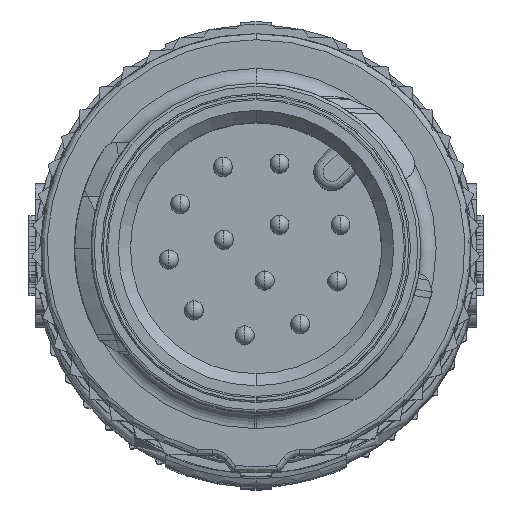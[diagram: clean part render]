
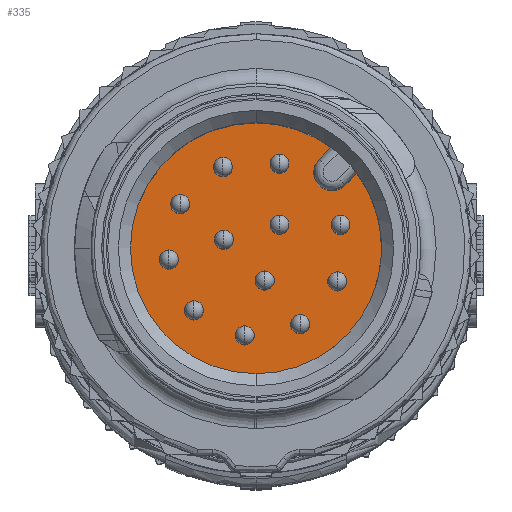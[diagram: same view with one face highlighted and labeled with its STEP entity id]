
A CAD part, top view. The second image highlights one B-rep face of the part: STEP entity #335.
In plain terms, the highlighted planar face has unit normal (0, 0, 1).
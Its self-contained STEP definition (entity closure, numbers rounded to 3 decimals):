
#27=CARTESIAN_POINT('',(0.,0.,0.));
#28=DIRECTION('',(0.,0.,1.));
#29=DIRECTION('',(0.,1.,0.));
#30=AXIS2_PLACEMENT_3D('',#27,#28,#29);
#31=PLANE('',#30);
#32=CARTESIAN_POINT('',(2.479,3.328,0.));
#33=VERTEX_POINT('',#32);
#34=CARTESIAN_POINT('',(-0.,4.15,0.));
#35=VERTEX_POINT('',#34);
#36=CARTESIAN_POINT('',(0.,0.,0.));
#37=DIRECTION('',(0.,-0.,1.));
#38=DIRECTION('',(0.,1.,0.));
#39=AXIS2_PLACEMENT_3D('',#36,#37,#38);
#40=CIRCLE('',#39,4.15);
#41=EDGE_CURVE('',#33,#35,#40,.T.);
#42=ORIENTED_EDGE('',*,*,#41,.T.);
#43=CARTESIAN_POINT('',(-0.,-4.15,0.));
#44=VERTEX_POINT('',#43);
#45=CARTESIAN_POINT('',(0.,0.,0.));
#46=DIRECTION('',(0.,-0.,1.));
#47=DIRECTION('',(0.,1.,0.));
#48=AXIS2_PLACEMENT_3D('',#45,#46,#47);
#49=CIRCLE('',#48,4.15);
#50=EDGE_CURVE('',#35,#44,#49,.T.);
#51=ORIENTED_EDGE('',*,*,#50,.T.);
#52=CARTESIAN_POINT('',(3.328,2.479,0.));
#53=VERTEX_POINT('',#52);
#54=CARTESIAN_POINT('',(0.,0.,0.));
#55=DIRECTION('',(0.,-0.,1.));
#56=DIRECTION('',(0.,1.,0.));
#57=AXIS2_PLACEMENT_3D('',#54,#55,#56);
#58=CIRCLE('',#57,4.15);
#59=EDGE_CURVE('',#44,#53,#58,.T.);
#60=ORIENTED_EDGE('',*,*,#59,.T.);
#61=CARTESIAN_POINT('',(2.934,2.086,0.));
#62=VERTEX_POINT('',#61);
#63=CARTESIAN_POINT('',(-8727.554,-8728.402,0.));
#64=DIRECTION('',(0.707,0.707,0.));
#65=VECTOR('',#64,24690.);
#66=LINE('',#63,#65);
#67=EDGE_CURVE('',#62,#53,#66,.T.);
#68=ORIENTED_EDGE('',*,*,#67,.F.);
#69=CARTESIAN_POINT('',(2.086,2.086,0.));
#70=VERTEX_POINT('',#69);
#71=CARTESIAN_POINT('',(2.51,2.51,0.));
#72=DIRECTION('',(0.,0.,1.));
#73=DIRECTION('',(0.707,0.707,-0.));
#74=AXIS2_PLACEMENT_3D('',#71,#72,#73);
#75=CIRCLE('',#74,0.6);
#76=EDGE_CURVE('',#70,#62,#75,.T.);
#77=ORIENTED_EDGE('',*,*,#76,.F.);
#78=CARTESIAN_POINT('',(2.086,2.934,0.));
#79=VERTEX_POINT('',#78);
#80=CARTESIAN_POINT('',(2.51,2.51,0.));
#81=DIRECTION('',(0.,0.,1.));
#82=DIRECTION('',(0.707,0.707,-0.));
#83=AXIS2_PLACEMENT_3D('',#80,#81,#82);
#84=CIRCLE('',#83,0.6);
#85=EDGE_CURVE('',#79,#70,#84,.T.);
#86=ORIENTED_EDGE('',*,*,#85,.F.);
#87=CARTESIAN_POINT('',(8730.261,8731.109,0.));
#88=DIRECTION('',(-0.707,-0.707,0.));
#89=VECTOR('',#88,24690.);
#90=LINE('',#87,#89);
#91=EDGE_CURVE('',#33,#79,#90,.T.);
#92=ORIENTED_EDGE('',*,*,#91,.F.);
#93=EDGE_LOOP('',(#42,#51,#60,#68,#77,#86,#92));
#94=FACE_BOUND('',#93,.T.);
#95=CARTESIAN_POINT('',(2.795,0.46,0.));
#96=VERTEX_POINT('',#95);
#97=CARTESIAN_POINT('',(2.795,1.09,0.));
#98=VERTEX_POINT('',#97);
#99=CARTESIAN_POINT('',(2.795,0.775,0.));
#100=DIRECTION('',(0.,-0.,-1.));
#101=DIRECTION('',(0.,-1.,0.));
#102=AXIS2_PLACEMENT_3D('',#99,#100,#101);
#103=CIRCLE('',#102,0.315);
#104=EDGE_CURVE('',#96,#98,#103,.T.);
#105=ORIENTED_EDGE('',*,*,#104,.T.);
#106=CARTESIAN_POINT('',(2.795,0.775,0.));
#107=DIRECTION('',(0.,-0.,-1.));
#108=DIRECTION('',(0.,-1.,0.));
#109=AXIS2_PLACEMENT_3D('',#106,#107,#108);
#110=CIRCLE('',#109,0.315);
#111=EDGE_CURVE('',#98,#96,#110,.T.);
#112=ORIENTED_EDGE('',*,*,#111,.T.);
#113=EDGE_LOOP('',(#105,#112));
#114=FACE_BOUND('',#113,.T.);
#115=CARTESIAN_POINT('',(2.686,-1.407,0.));
#116=VERTEX_POINT('',#115);
#117=CARTESIAN_POINT('',(2.686,-0.777,0.));
#118=VERTEX_POINT('',#117);
#119=CARTESIAN_POINT('',(2.686,-1.092,0.));
#120=DIRECTION('',(0.,-0.,-1.));
#121=DIRECTION('',(0.,-1.,0.));
#122=AXIS2_PLACEMENT_3D('',#119,#120,#121);
#123=CIRCLE('',#122,0.315);
#124=EDGE_CURVE('',#116,#118,#123,.T.);
#125=ORIENTED_EDGE('',*,*,#124,.T.);
#126=CARTESIAN_POINT('',(2.686,-1.092,0.));
#127=DIRECTION('',(0.,-0.,-1.));
#128=DIRECTION('',(0.,-1.,0.));
#129=AXIS2_PLACEMENT_3D('',#126,#127,#128);
#130=CIRCLE('',#129,0.315);
#131=EDGE_CURVE('',#118,#116,#130,.T.);
#132=ORIENTED_EDGE('',*,*,#131,.T.);
#133=EDGE_LOOP('',(#125,#132));
#134=FACE_BOUND('',#133,.T.);
#135=CARTESIAN_POINT('',(1.461,-2.82,0.));
#136=VERTEX_POINT('',#135);
#137=CARTESIAN_POINT('',(1.461,-2.19,0.));
#138=VERTEX_POINT('',#137);
#139=CARTESIAN_POINT('',(1.461,-2.505,0.));
#140=DIRECTION('',(0.,-0.,-1.));
#141=DIRECTION('',(0.,-1.,0.));
#142=AXIS2_PLACEMENT_3D('',#139,#140,#141);
#143=CIRCLE('',#142,0.315);
#144=EDGE_CURVE('',#136,#138,#143,.T.);
#145=ORIENTED_EDGE('',*,*,#144,.T.);
#146=CARTESIAN_POINT('',(1.461,-2.505,0.));
#147=DIRECTION('',(0.,-0.,-1.));
#148=DIRECTION('',(0.,-1.,0.));
#149=AXIS2_PLACEMENT_3D('',#146,#147,#148);
#150=CIRCLE('',#149,0.315);
#151=EDGE_CURVE('',#138,#136,#150,.T.);
#152=ORIENTED_EDGE('',*,*,#151,.T.);
#153=EDGE_LOOP('',(#145,#152));
#154=FACE_BOUND('',#153,.T.);
#155=CARTESIAN_POINT('',(-0.372,-3.191,0.));
#156=VERTEX_POINT('',#155);
#157=CARTESIAN_POINT('',(-0.372,-2.561,0.));
#158=VERTEX_POINT('',#157);
#159=CARTESIAN_POINT('',(-0.372,-2.876,0.));
#160=DIRECTION('',(0.,-0.,-1.));
#161=DIRECTION('',(0.,-1.,0.));
#162=AXIS2_PLACEMENT_3D('',#159,#160,#161);
#163=CIRCLE('',#162,0.315);
#164=EDGE_CURVE('',#156,#158,#163,.T.);
#165=ORIENTED_EDGE('',*,*,#164,.T.);
#166=CARTESIAN_POINT('',(-0.372,-2.876,0.));
#167=DIRECTION('',(0.,-0.,-1.));
#168=DIRECTION('',(0.,-1.,0.));
#169=AXIS2_PLACEMENT_3D('',#166,#167,#168);
#170=CIRCLE('',#169,0.315);
#171=EDGE_CURVE('',#158,#156,#170,.T.);
#172=ORIENTED_EDGE('',*,*,#171,.T.);
#173=EDGE_LOOP('',(#165,#172));
#174=FACE_BOUND('',#173,.T.);
#175=CARTESIAN_POINT('',(-2.051,-2.366,0.));
#176=VERTEX_POINT('',#175);
#177=CARTESIAN_POINT('',(-2.051,-1.736,0.));
#178=VERTEX_POINT('',#177);
#179=CARTESIAN_POINT('',(-2.051,-2.051,0.));
#180=DIRECTION('',(0.,-0.,-1.));
#181=DIRECTION('',(0.,-1.,0.));
#182=AXIS2_PLACEMENT_3D('',#179,#180,#181);
#183=CIRCLE('',#182,0.315);
#184=EDGE_CURVE('',#176,#178,#183,.T.);
#185=ORIENTED_EDGE('',*,*,#184,.T.);
#186=CARTESIAN_POINT('',(-2.051,-2.051,0.));
#187=DIRECTION('',(0.,-0.,-1.));
#188=DIRECTION('',(0.,-1.,0.));
#189=AXIS2_PLACEMENT_3D('',#186,#187,#188);
#190=CIRCLE('',#189,0.315);
#191=EDGE_CURVE('',#178,#176,#190,.T.);
#192=ORIENTED_EDGE('',*,*,#191,.T.);
#193=EDGE_LOOP('',(#185,#192));
#194=FACE_BOUND('',#193,.T.);
#195=CARTESIAN_POINT('',(-2.876,-0.687,0.));
#196=VERTEX_POINT('',#195);
#197=CARTESIAN_POINT('',(-2.876,-0.057,0.));
#198=VERTEX_POINT('',#197);
#199=CARTESIAN_POINT('',(-2.876,-0.372,0.));
#200=DIRECTION('',(0.,-0.,-1.));
#201=DIRECTION('',(0.,-1.,0.));
#202=AXIS2_PLACEMENT_3D('',#199,#200,#201);
#203=CIRCLE('',#202,0.315);
#204=EDGE_CURVE('',#196,#198,#203,.T.);
#205=ORIENTED_EDGE('',*,*,#204,.T.);
#206=CARTESIAN_POINT('',(-2.876,-0.372,0.));
#207=DIRECTION('',(0.,-0.,-1.));
#208=DIRECTION('',(0.,-1.,0.));
#209=AXIS2_PLACEMENT_3D('',#206,#207,#208);
#210=CIRCLE('',#209,0.315);
#211=EDGE_CURVE('',#198,#196,#210,.T.);
#212=ORIENTED_EDGE('',*,*,#211,.T.);
#213=EDGE_LOOP('',(#205,#212));
#214=FACE_BOUND('',#213,.T.);
#215=CARTESIAN_POINT('',(-2.505,1.146,0.));
#216=VERTEX_POINT('',#215);
#217=CARTESIAN_POINT('',(-2.505,1.776,0.));
#218=VERTEX_POINT('',#217);
#219=CARTESIAN_POINT('',(-2.505,1.461,0.));
#220=DIRECTION('',(0.,-0.,-1.));
#221=DIRECTION('',(0.,-1.,0.));
#222=AXIS2_PLACEMENT_3D('',#219,#220,#221);
#223=CIRCLE('',#222,0.315);
#224=EDGE_CURVE('',#216,#218,#223,.T.);
#225=ORIENTED_EDGE('',*,*,#224,.T.);
#226=CARTESIAN_POINT('',(-2.505,1.461,0.));
#227=DIRECTION('',(0.,-0.,-1.));
#228=DIRECTION('',(0.,-1.,0.));
#229=AXIS2_PLACEMENT_3D('',#226,#227,#228);
#230=CIRCLE('',#229,0.315);
#231=EDGE_CURVE('',#218,#216,#230,.T.);
#232=ORIENTED_EDGE('',*,*,#231,.T.);
#233=EDGE_LOOP('',(#225,#232));
#234=FACE_BOUND('',#233,.T.);
#235=CARTESIAN_POINT('',(-1.092,2.371,0.));
#236=VERTEX_POINT('',#235);
#237=CARTESIAN_POINT('',(-1.092,3.001,0.));
#238=VERTEX_POINT('',#237);
#239=CARTESIAN_POINT('',(-1.092,2.686,0.));
#240=DIRECTION('',(0.,-0.,-1.));
#241=DIRECTION('',(0.,-1.,0.));
#242=AXIS2_PLACEMENT_3D('',#239,#240,#241);
#243=CIRCLE('',#242,0.315);
#244=EDGE_CURVE('',#236,#238,#243,.T.);
#245=ORIENTED_EDGE('',*,*,#244,.T.);
#246=CARTESIAN_POINT('',(-1.092,2.686,0.));
#247=DIRECTION('',(0.,-0.,-1.));
#248=DIRECTION('',(0.,-1.,0.));
#249=AXIS2_PLACEMENT_3D('',#246,#247,#248);
#250=CIRCLE('',#249,0.315);
#251=EDGE_CURVE('',#238,#236,#250,.T.);
#252=ORIENTED_EDGE('',*,*,#251,.T.);
#253=EDGE_LOOP('',(#245,#252));
#254=FACE_BOUND('',#253,.T.);
#255=CARTESIAN_POINT('',(0.775,2.48,0.));
#256=VERTEX_POINT('',#255);
#257=CARTESIAN_POINT('',(0.775,3.11,0.));
#258=VERTEX_POINT('',#257);
#259=CARTESIAN_POINT('',(0.775,2.795,0.));
#260=DIRECTION('',(0.,-0.,-1.));
#261=DIRECTION('',(0.,-1.,0.));
#262=AXIS2_PLACEMENT_3D('',#259,#260,#261);
#263=CIRCLE('',#262,0.315);
#264=EDGE_CURVE('',#256,#258,#263,.T.);
#265=ORIENTED_EDGE('',*,*,#264,.T.);
#266=CARTESIAN_POINT('',(0.775,2.795,0.));
#267=DIRECTION('',(0.,-0.,-1.));
#268=DIRECTION('',(0.,-1.,0.));
#269=AXIS2_PLACEMENT_3D('',#266,#267,#268);
#270=CIRCLE('',#269,0.315);
#271=EDGE_CURVE('',#258,#256,#270,.T.);
#272=ORIENTED_EDGE('',*,*,#271,.T.);
#273=EDGE_LOOP('',(#265,#272));
#274=FACE_BOUND('',#273,.T.);
#275=CARTESIAN_POINT('',(0.778,0.463,0.));
#276=VERTEX_POINT('',#275);
#277=CARTESIAN_POINT('',(0.778,1.093,0.));
#278=VERTEX_POINT('',#277);
#279=CARTESIAN_POINT('',(0.778,0.778,0.));
#280=DIRECTION('',(0.,-0.,-1.));
#281=DIRECTION('',(0.,-1.,0.));
#282=AXIS2_PLACEMENT_3D('',#279,#280,#281);
#283=CIRCLE('',#282,0.315);
#284=EDGE_CURVE('',#276,#278,#283,.T.);
#285=ORIENTED_EDGE('',*,*,#284,.T.);
#286=CARTESIAN_POINT('',(0.778,0.778,0.));
#287=DIRECTION('',(0.,-0.,-1.));
#288=DIRECTION('',(0.,-1.,0.));
#289=AXIS2_PLACEMENT_3D('',#286,#287,#288);
#290=CIRCLE('',#289,0.315);
#291=EDGE_CURVE('',#278,#276,#290,.T.);
#292=ORIENTED_EDGE('',*,*,#291,.T.);
#293=EDGE_LOOP('',(#285,#292));
#294=FACE_BOUND('',#293,.T.);
#295=CARTESIAN_POINT('',(0.285,-1.378,0.));
#296=VERTEX_POINT('',#295);
#297=CARTESIAN_POINT('',(0.285,-0.748,0.));
#298=VERTEX_POINT('',#297);
#299=CARTESIAN_POINT('',(0.285,-1.063,0.));
#300=DIRECTION('',(0.,-0.,-1.));
#301=DIRECTION('',(0.,-1.,0.));
#302=AXIS2_PLACEMENT_3D('',#299,#300,#301);
#303=CIRCLE('',#302,0.315);
#304=EDGE_CURVE('',#296,#298,#303,.T.);
#305=ORIENTED_EDGE('',*,*,#304,.T.);
#306=CARTESIAN_POINT('',(0.285,-1.063,0.));
#307=DIRECTION('',(0.,-0.,-1.));
#308=DIRECTION('',(0.,-1.,0.));
#309=AXIS2_PLACEMENT_3D('',#306,#307,#308);
#310=CIRCLE('',#309,0.315);
#311=EDGE_CURVE('',#298,#296,#310,.T.);
#312=ORIENTED_EDGE('',*,*,#311,.T.);
#313=EDGE_LOOP('',(#305,#312));
#314=FACE_BOUND('',#313,.T.);
#315=CARTESIAN_POINT('',(-1.063,-0.03,0.));
#316=VERTEX_POINT('',#315);
#317=CARTESIAN_POINT('',(-1.063,0.6,0.));
#318=VERTEX_POINT('',#317);
#319=CARTESIAN_POINT('',(-1.063,0.285,0.));
#320=DIRECTION('',(0.,-0.,-1.));
#321=DIRECTION('',(0.,-1.,0.));
#322=AXIS2_PLACEMENT_3D('',#319,#320,#321);
#323=CIRCLE('',#322,0.315);
#324=EDGE_CURVE('',#316,#318,#323,.T.);
#325=ORIENTED_EDGE('',*,*,#324,.T.);
#326=CARTESIAN_POINT('',(-1.063,0.285,0.));
#327=DIRECTION('',(0.,-0.,-1.));
#328=DIRECTION('',(0.,-1.,0.));
#329=AXIS2_PLACEMENT_3D('',#326,#327,#328);
#330=CIRCLE('',#329,0.315);
#331=EDGE_CURVE('',#318,#316,#330,.T.);
#332=ORIENTED_EDGE('',*,*,#331,.T.);
#333=EDGE_LOOP('',(#325,#332));
#334=FACE_BOUND('',#333,.T.);
#335=ADVANCED_FACE('',(#94,#114,#134,#154,#174,#194,#214,#234,#254,#274,#294,#314,#334),#31,.T.);
